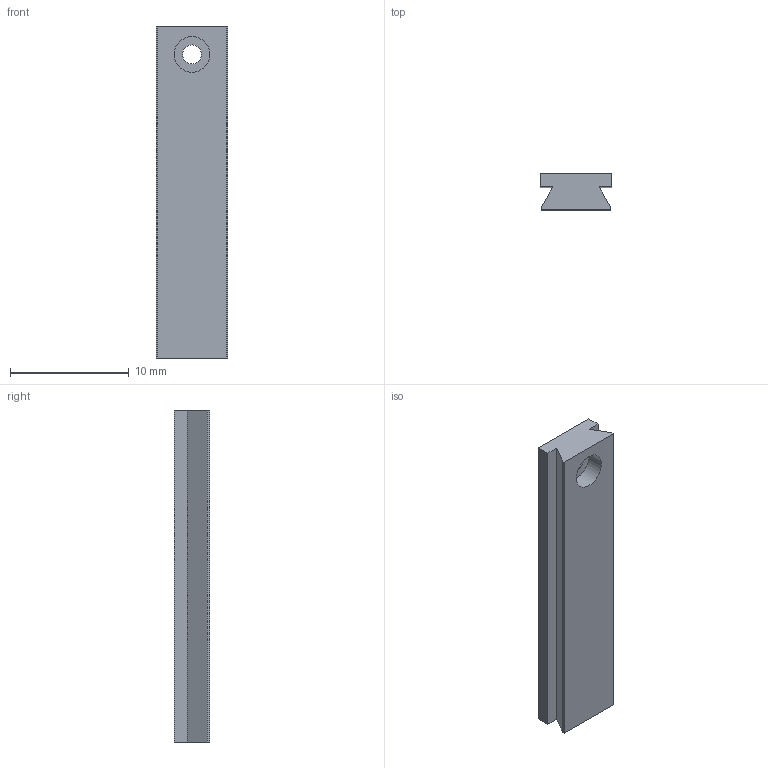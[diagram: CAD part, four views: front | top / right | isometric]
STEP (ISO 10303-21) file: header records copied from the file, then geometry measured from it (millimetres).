
FILE_DESCRIPTION(/* description */ (''),/* implementation_level */ '2;1');
FILE_NAME(/* name */ 'Adaptor 3D arm.stp',/* time_stamp */ '2021-02-05T11:56:56+01:00',/* author */ ('veldhuijzen'),/* organization */ (''),/* preprocessor_version */ 'ST-DEVELOPER v18.1',/* originating_system */ 'Autodesk Inventor 2020',/* authorisation */ '');
FILE_SCHEMA (('AUTOMOTIVE_DESIGN { 1 0 10303 214 3 1 1 }'));
Length unit declared in the file: millimetre
Products named in the file (1): Adaptor 3D arm
Bounding box: 6 x 3 x 28 mm (x, y, z)
Volume: 436.4 mm3; surface area: 623.5 mm2
Topology: 1 solids, 1 shells, 15 faces, 38 edges, 26 vertices
Faces by surface type: plane 13, cylinder 2
Full cylindrical faces by diameter (mm): 1.6 x1, 3 x1
Entity records: 499 total; most frequent: CARTESIAN_POINT 80, ORIENTED_EDGE 76, DIRECTION 76, EDGE_CURVE 38, LINE 32, VECTOR 32, VERTEX_POINT 26, AXIS2_PLACEMENT_3D 22
